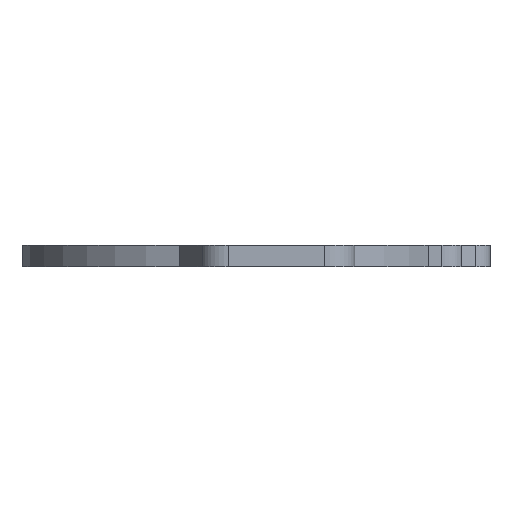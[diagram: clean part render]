
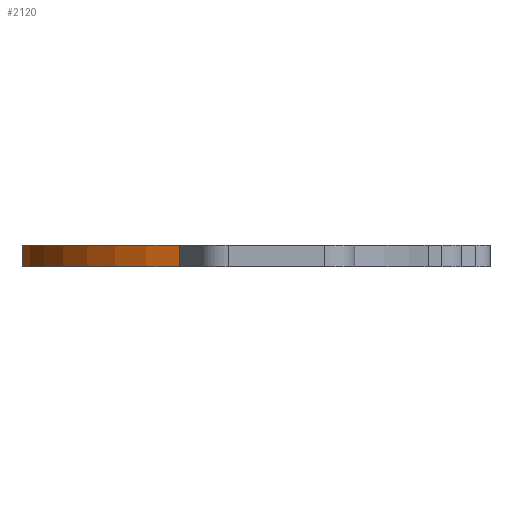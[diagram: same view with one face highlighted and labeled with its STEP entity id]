
A CAD part, left-side view. The second image highlights one B-rep face of the part: STEP entity #2120.
In plain terms, the highlighted cylindrical face has radius 71.636 mm (diameter 143.272 mm), a partial arc.
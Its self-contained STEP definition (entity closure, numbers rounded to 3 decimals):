
#167=FACE_OUTER_BOUND('',#274,.T.);
#274=EDGE_LOOP('',(#1806,#1807,#1808,#1809));
#505=LINE('',#3461,#736);
#506=LINE('',#3465,#737);
#736=VECTOR('',#2810,10.);
#737=VECTOR('',#2815,10.);
#819=CIRCLE('',#2243,71.636);
#834=CIRCLE('',#2290,71.636);
#968=VERTEX_POINT('',#3267);
#969=VERTEX_POINT('',#3269);
#1033=VERTEX_POINT('',#3459);
#1034=VERTEX_POINT('',#3463);
#1221=EDGE_CURVE('',#968,#969,#819,.T.);
#1317=EDGE_CURVE('',#968,#1033,#505,.T.);
#1318=EDGE_CURVE('',#1034,#1033,#834,.T.);
#1319=EDGE_CURVE('',#969,#1034,#506,.T.);
#1806=ORIENTED_EDGE('',*,*,#1221,.F.);
#1807=ORIENTED_EDGE('',*,*,#1317,.T.);
#1808=ORIENTED_EDGE('',*,*,#1318,.F.);
#1809=ORIENTED_EDGE('',*,*,#1319,.F.);
#2026=CYLINDRICAL_SURFACE('',#2289,71.636);
#2120=ADVANCED_FACE('',(#167),#2026,.T.);
#2243=AXIS2_PLACEMENT_3D('',#3270,#2637,#2638);
#2289=AXIS2_PLACEMENT_3D('',#3462,#2811,#2812);
#2290=AXIS2_PLACEMENT_3D('',#3464,#2813,#2814);
#2637=DIRECTION('center_axis',(0.,0.,1.));
#2638=DIRECTION('ref_axis',(-0.138,0.99,0.));
#2810=DIRECTION('',(0.,0.,-1.));
#2811=DIRECTION('center_axis',(0.,0.,-1.));
#2812=DIRECTION('ref_axis',(-0.138,0.99,0.));
#2813=DIRECTION('center_axis',(0.,0.,-1.));
#2814=DIRECTION('ref_axis',(-0.138,0.99,0.));
#2815=DIRECTION('',(0.,0.,-1.));
#3267=CARTESIAN_POINT('',(132.856,5.604,0.));
#3269=CARTESIAN_POINT('',(73.582,-46.689,0.));
#3270=CARTESIAN_POINT('Origin',(142.745,-65.346,0.));
#3459=CARTESIAN_POINT('',(132.856,5.604,-7.2));
#3461=CARTESIAN_POINT('',(132.856,5.604,0.));
#3462=CARTESIAN_POINT('Origin',(142.745,-65.346,0.));
#3463=CARTESIAN_POINT('',(73.582,-46.689,-7.2));
#3464=CARTESIAN_POINT('Origin',(142.745,-65.346,-7.2));
#3465=CARTESIAN_POINT('',(73.582,-46.689,0.));
